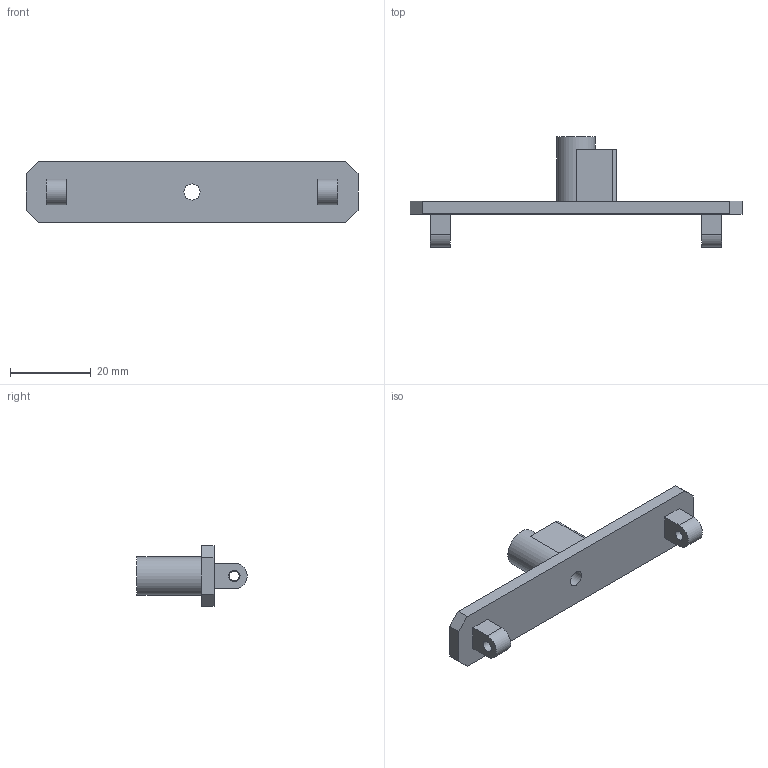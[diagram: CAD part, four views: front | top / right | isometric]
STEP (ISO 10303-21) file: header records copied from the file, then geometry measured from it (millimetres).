
FILE_DESCRIPTION(/* description */ ('Unknown'),/* implementation_level */ '2;1');
FILE_NAME(/* name */ 'U-frame_top',/* time_stamp */ '2019-05-08T22:58:43-05:00',/* author */ ('Unknown'),/* organization */ ('Unknown'),/* preprocessor_version */ 'ST-DEVELOPER v16.7',/* originating_system */ 'DEX',/* authorisation */ $);
FILE_SCHEMA (('AUTOMOTIVE_DESIGN {1 0 10303 214 3 1 1}'));
Length unit declared in the file: millimetre
Products named in the file (1): U-frame top
Bounding box: 82 x 27.23 x 15 mm (x, y, z)
Volume: 5925 mm3; surface area: 4269.4 mm2
Topology: 1 solids, 1 shells, 32 faces, 83 edges, 56 vertices
Faces by surface type: plane 23, cylinder 9
Full cylindrical faces by diameter (mm): 2.459 x1, 2.85 x1, 3.967 x2, 9.52 x1
Entity records: 1180 total; most frequent: CARTESIAN_POINT 159, DIRECTION 158, ORIENTED_EDGE 148, EDGE_CURVE 74, LINE 56, VECTOR 56, VERTEX_POINT 52, AXIS2_PLACEMENT_3D 51
